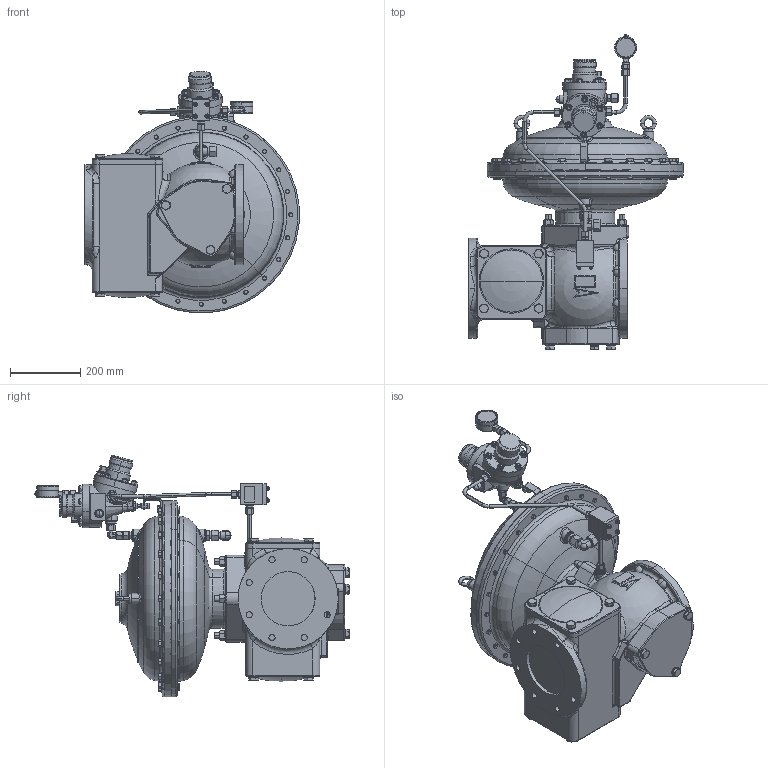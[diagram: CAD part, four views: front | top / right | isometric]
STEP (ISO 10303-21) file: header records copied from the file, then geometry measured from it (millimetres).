
FILE_DESCRIPTION (( 'STEP AP214' ), '1' );
FILE_NAME ('HON372_DN150_DN150_PN16_610_X_R_RE3.STEP', '2021-10-07T11:40:31', ( '' ), ( '' ), 'SwSTEP 2.0', 'SolidWorks 2019', '' );
FILE_SCHEMA (( 'AUTOMOTIVE_DESIGN' ));
Length unit declared in the file: millimetre
Products named in the file (1): HON372_DN150_DN150_PN16_610_X_R_RE3
Bounding box: 610 x 894.24 x 687.1 mm (x, y, z)
Volume: 73191921.3 mm3; surface area: 1746706.9 mm2
Topology: 1 solids, 1 shells, 2958 faces, 6799 edges, 4065 vertices
Faces by surface type: plane 1186, cone 845, cylinder 603, torus 160, bspline 131, sphere 33
Entity records: 107298 total; most frequent: CARTESIAN_POINT 38292, ORIENTED_EDGE 13542, DIRECTION 13019, EDGE_CURVE 6771, AXIS2_PLACEMENT_3D 5432, VERTEX_POINT 4057, EDGE_LOOP 3210, ADVANCED_FACE 2958
